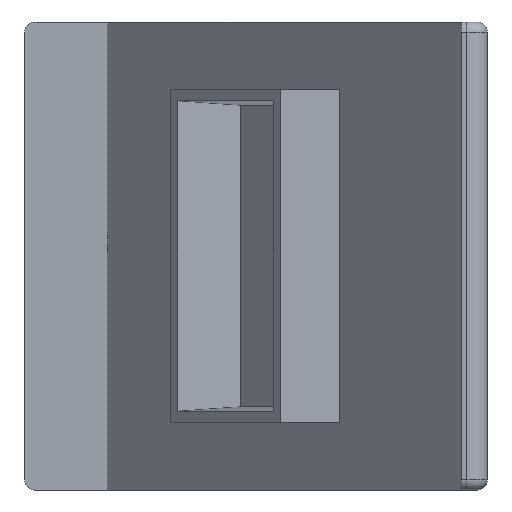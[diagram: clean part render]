
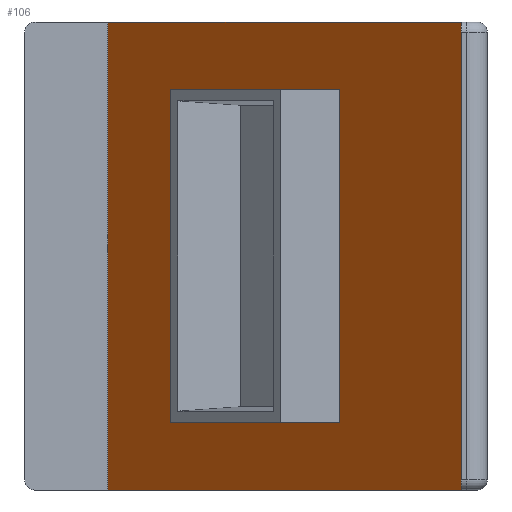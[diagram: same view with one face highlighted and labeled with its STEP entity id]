
A CAD part, front view. The second image highlights one B-rep face of the part: STEP entity #106.
In plain terms, the highlighted planar face has unit normal (-0.707, -0.707, 0).
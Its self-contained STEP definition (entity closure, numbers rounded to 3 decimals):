
#1 = VERTEX_POINT ( 'NONE', #445 ) ;
#4 = VERTEX_POINT ( 'NONE', #440 ) ;
#17 = EDGE_CURVE ( 'NONE', #4, #1, #381, .T. ) ;
#18 = ORIENTED_EDGE ( 'NONE', *, *, #22, .F. ) ;
#22 = EDGE_CURVE ( 'NONE', #91, #24, #328, .T. ) ;
#24 = VERTEX_POINT ( 'NONE', #329 ) ;
#49 = EDGE_CURVE ( 'NONE', #114, #123, #469, .T. ) ;
#87 = EDGE_LOOP ( 'NONE', ( #99, #105, #89, #92 ) ) ;
#89 = ORIENTED_EDGE ( 'NONE', *, *, #49, .F. ) ;
#90 = VERTEX_POINT ( 'NONE', #695 ) ;
#91 = VERTEX_POINT ( 'NONE', #702 ) ;
#92 = ORIENTED_EDGE ( 'NONE', *, *, #107, .T. ) ;
#93 = EDGE_LOOP ( 'NONE', ( #102, #94, #112, #18 ) ) ;
#94 = ORIENTED_EDGE ( 'NONE', *, *, #97, .F. ) ;
#96 = VERTEX_POINT ( 'NONE', #795 ) ;
#97 = EDGE_CURVE ( 'NONE', #96, #90, #602, .T. ) ;
#99 = ORIENTED_EDGE ( 'NONE', *, *, #17, .T. ) ;
#101 = EDGE_CURVE ( 'NONE', #123, #1, #637, .T. ) ;
#102 = ORIENTED_EDGE ( 'NONE', *, *, #108, .F. ) ;
#105 = ORIENTED_EDGE ( 'NONE', *, *, #101, .F. ) ;
#106 = ADVANCED_FACE ( 'NONE', ( #733, #732 ), #1012, .F. ) ;
#107 = EDGE_CURVE ( 'NONE', #114, #4, #573, .T. ) ;
#108 = EDGE_CURVE ( 'NONE', #90, #91, #598, .T. ) ;
#112 = ORIENTED_EDGE ( 'NONE', *, *, #116, .F. ) ;
#114 = VERTEX_POINT ( 'NONE', #1086 ) ;
#116 = EDGE_CURVE ( 'NONE', #24, #96, #1091, .T. ) ;
#123 = VERTEX_POINT ( 'NONE', #1082 ) ;
#326 = DIRECTION ( 'NONE',  ( 0., 0., 1. ) ) ;
#327 = VECTOR ( 'NONE', #326, 1000. ) ;
#328 = LINE ( 'NONE', #332, #327 ) ;
#329 = CARTESIAN_POINT ( 'NONE',  ( 30.303, 19.697, 16. ) ) ;
#332 = CARTESIAN_POINT ( 'NONE',  ( 30.303, 19.697, 14.5 ) ) ;
#378 = DIRECTION ( 'NONE',  ( 0.707, -0.707, 0. ) ) ;
#379 = VECTOR ( 'NONE', #378, 1000. ) ;
#380 = CARTESIAN_POINT ( 'NONE',  ( 8., 42., -22.5 ) ) ;
#381 = LINE ( 'NONE', #380, #379 ) ;
#440 = CARTESIAN_POINT ( 'NONE',  ( 8., 42., -22.5 ) ) ;
#445 = CARTESIAN_POINT ( 'NONE',  ( 42., 8., -22.5 ) ) ;
#466 = DIRECTION ( 'NONE',  ( 0.707, -0.707, 0. ) ) ;
#467 = VECTOR ( 'NONE', #466, 1000. ) ;
#468 = CARTESIAN_POINT ( 'NONE',  ( 8., 42., 22.5 ) ) ;
#469 = LINE ( 'NONE', #468, #467 ) ;
#571 = CARTESIAN_POINT ( 'NONE',  ( 8., 42., 22.5 ) ) ;
#572 = DIRECTION ( 'NONE',  ( 0.707, -0.707, 0. ) ) ;
#573 = LINE ( 'NONE', #571, #589 ) ;
#585 = DIRECTION ( 'NONE',  ( 0., 0., -1. ) ) ;
#589 = VECTOR ( 'NONE', #585, 1000. ) ;
#595 = VECTOR ( 'NONE', #601, 1000. ) ;
#596 = CARTESIAN_POINT ( 'NONE',  ( 19.697, 30.303, 14.5 ) ) ;
#598 = LINE ( 'NONE', #605, #604 ) ;
#601 = DIRECTION ( 'NONE',  ( 0., 0., -1. ) ) ;
#602 = LINE ( 'NONE', #596, #595 ) ;
#604 = VECTOR ( 'NONE', #572, 1000. ) ;
#605 = CARTESIAN_POINT ( 'NONE',  ( 19.697, 30.303, -16. ) ) ;
#637 = LINE ( 'NONE', #688, #648 ) ;
#648 = VECTOR ( 'NONE', #687, 1000. ) ;
#687 = DIRECTION ( 'NONE',  ( 0., 0., -1. ) ) ;
#688 = CARTESIAN_POINT ( 'NONE',  ( 42., 8., 22.5 ) ) ;
#695 = CARTESIAN_POINT ( 'NONE',  ( 19.697, 30.303, -16. ) ) ;
#702 = CARTESIAN_POINT ( 'NONE',  ( 30.303, 19.697, -16. ) ) ;
#732 = FACE_BOUND ( 'NONE', #93, .T. ) ;
#733 = FACE_OUTER_BOUND ( 'NONE', #87, .T. ) ;
#795 = CARTESIAN_POINT ( 'NONE',  ( 19.697, 30.303, 16. ) ) ;
#977 = DIRECTION ( 'NONE',  ( -0.707, 0.707, 0. ) ) ;
#986 = AXIS2_PLACEMENT_3D ( 'NONE', #994, #993, #977 ) ;
#993 = DIRECTION ( 'NONE',  ( 0.707, 0.707, 0. ) ) ;
#994 = CARTESIAN_POINT ( 'NONE',  ( 8., 42., 22.5 ) ) ;
#1012 = PLANE ( 'NONE',  #986 ) ;
#1082 = CARTESIAN_POINT ( 'NONE',  ( 42., 8., 22.5 ) ) ;
#1086 = CARTESIAN_POINT ( 'NONE',  ( 8., 42., 22.5 ) ) ;
#1087 = CARTESIAN_POINT ( 'NONE',  ( 19.697, 30.303, 16. ) ) ;
#1089 = DIRECTION ( 'NONE',  ( -0.707, 0.707, 0. ) ) ;
#1090 = VECTOR ( 'NONE', #1089, 1000. ) ;
#1091 = LINE ( 'NONE', #1087, #1090 ) ;
